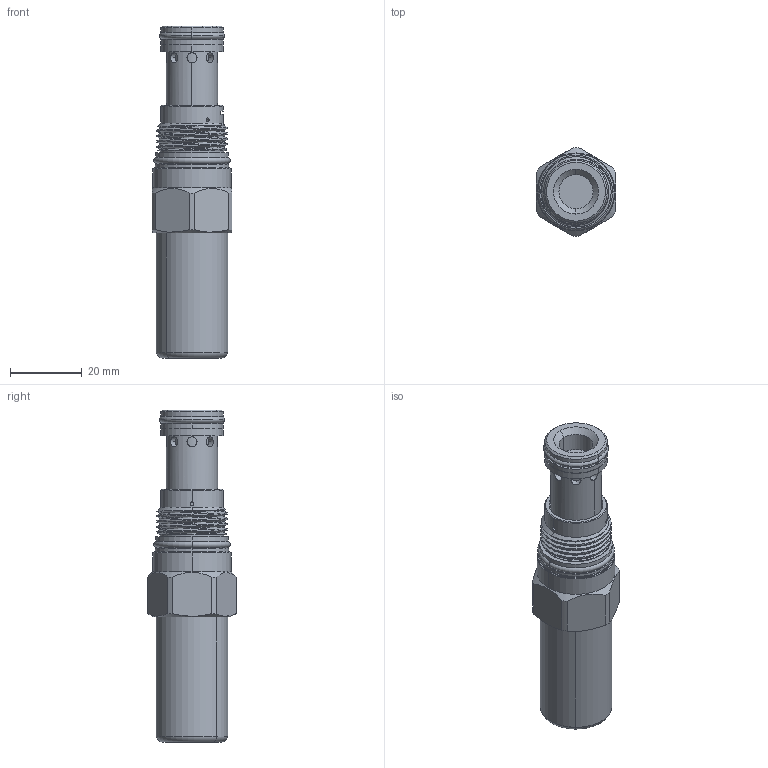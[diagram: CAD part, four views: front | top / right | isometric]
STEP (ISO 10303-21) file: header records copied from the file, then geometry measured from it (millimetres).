
FILE_DESCRIPTION (( 'STEP AP203' ), '1' );
FILE_NAME ('RP10A22-C.STEP', '2020-03-24T00:37:59', ( '' ), ( '' ), 'SwSTEP 2.0', 'SolidWorks 2018', '' );
FILE_SCHEMA (( 'CONFIG_CONTROL_DESIGN' ));
Length unit declared in the file: millimetre
Products named in the file (1): RP10A22-C
Bounding box: 22.22 x 24.79 x 92.82 mm (x, y, z)
Volume: 22543.8 mm3; surface area: 12607.5 mm2
Topology: 5 solids, 5 shells, 265 faces, 627 edges, 393 vertices
Faces by surface type: cylinder 134, plane 56, cone 34, torus 32, bspline 9
Entity records: 16622 total; most frequent: CARTESIAN_POINT 10683, ORIENTED_EDGE 1250, DIRECTION 1208, EDGE_CURVE 625, AXIS2_PLACEMENT_3D 504, VERTEX_POINT 393, EDGE_LOOP 294, ADVANCED_FACE 265
